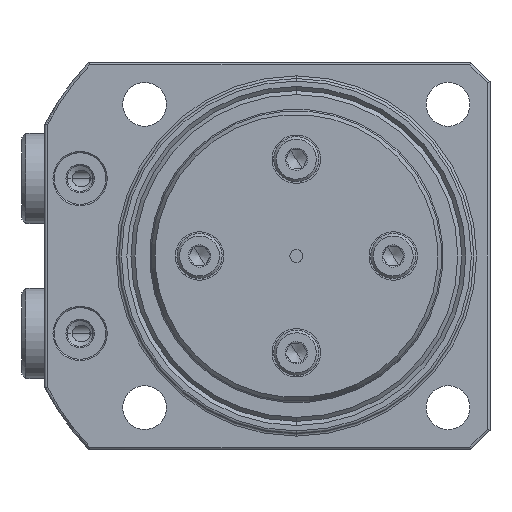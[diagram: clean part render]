
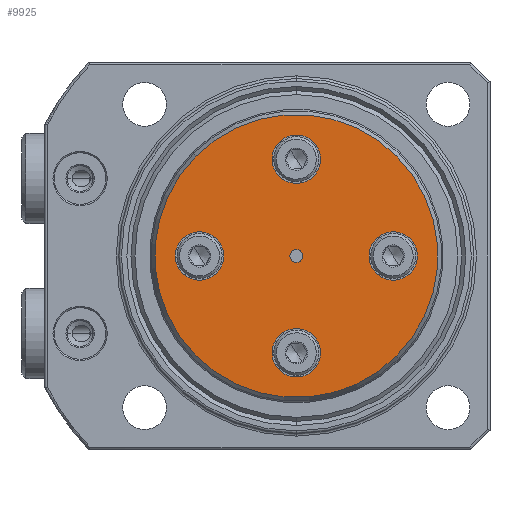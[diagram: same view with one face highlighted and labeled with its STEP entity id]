
A CAD part, front view. The second image highlights one B-rep face of the part: STEP entity #9925.
In plain terms, the highlighted planar face has unit normal (0, -1, 0).
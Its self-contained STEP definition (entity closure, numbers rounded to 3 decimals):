
#925 = AXIS2_PLACEMENT_3D ( 'NONE', #12356, #12360, #12361 ) ;
#1047 = CIRCLE ( 'NONE', #925, 21.923 ) ;
#1166 = CIRCLE ( 'NONE', #13675, 3.75 ) ;
#1167 = CIRCLE ( 'NONE', #13670, 1. ) ;
#1172 = CIRCLE ( 'NONE', #13682, 3.75 ) ;
#1176 = CIRCLE ( 'NONE', #13690, 3.75 ) ;
#1180 = CIRCLE ( 'NONE', #13703, 3.75 ) ;
#1236 = CIRCLE ( 'NONE', #7731, 21.923 ) ;
#1237 = CIRCLE ( 'NONE', #7732, 3.75 ) ;
#1238 = CIRCLE ( 'NONE', #7733, 3.75 ) ;
#1239 = CIRCLE ( 'NONE', #7734, 3.75 ) ;
#1240 = CIRCLE ( 'NONE', #7735, 3.75 ) ;
#1241 = CIRCLE ( 'NONE', #7737, 1. ) ;
#1271 = EDGE_CURVE ( 'NONE', #8400, #8313, #1241, .T. ) ;
#1272 = EDGE_CURVE ( 'NONE', #8438, #8332, #1240, .T. ) ;
#1273 = EDGE_CURVE ( 'NONE', #8402, #8327, #1239, .T. ) ;
#1274 = EDGE_CURVE ( 'NONE', #8386, #8481, #1238, .T. ) ;
#1275 = EDGE_CURVE ( 'NONE', #8432, #8368, #1237, .T. ) ;
#1276 = EDGE_CURVE ( 'NONE', #8555, #8537, #1236, .T. ) ;
#1390 = EDGE_CURVE ( 'NONE', #8332, #8438, #1180, .T. ) ;
#1399 = EDGE_CURVE ( 'NONE', #8327, #8402, #1176, .T. ) ;
#1408 = EDGE_CURVE ( 'NONE', #8481, #8386, #1172, .T. ) ;
#1418 = EDGE_CURVE ( 'NONE', #8313, #8400, #1167, .T. ) ;
#1419 = EDGE_CURVE ( 'NONE', #8368, #8432, #1166, .T. ) ;
#1934 = ORIENTED_EDGE ( 'NONE', *, *, #1276, .F. ) ;
#1935 = ORIENTED_EDGE ( 'NONE', *, *, #1419, .F. ) ;
#1937 = ORIENTED_EDGE ( 'NONE', *, *, #1408, .F. ) ;
#1938 = ORIENTED_EDGE ( 'NONE', *, *, #9678, .F. ) ;
#1939 = ORIENTED_EDGE ( 'NONE', *, *, #1399, .F. ) ;
#1940 = ORIENTED_EDGE ( 'NONE', *, *, #1275, .F. ) ;
#1941 = ORIENTED_EDGE ( 'NONE', *, *, #1390, .F. ) ;
#1942 = ORIENTED_EDGE ( 'NONE', *, *, #1274, .F. ) ;
#1943 = ORIENTED_EDGE ( 'NONE', *, *, #1418, .F. ) ;
#1944 = ORIENTED_EDGE ( 'NONE', *, *, #1273, .F. ) ;
#1945 = ORIENTED_EDGE ( 'NONE', *, *, #1271, .F. ) ;
#1947 = ORIENTED_EDGE ( 'NONE', *, *, #1272, .F. ) ;
#4247 = EDGE_LOOP ( 'NONE', ( #1938, #1934 ) ) ;
#4248 = EDGE_LOOP ( 'NONE', ( #1940, #1935 ) ) ;
#4249 = EDGE_LOOP ( 'NONE', ( #1942, #1937 ) ) ;
#4250 = EDGE_LOOP ( 'NONE', ( #1944, #1939 ) ) ;
#4251 = EDGE_LOOP ( 'NONE', ( #1947, #1941 ) ) ;
#4252 = EDGE_LOOP ( 'NONE', ( #1945, #1943 ) ) ;
#5350 = CARTESIAN_POINT ( 'NONE',  ( 0., 0., 0. ) ) ;
#5351 = DIRECTION ( 'NONE',  ( 0., -1., 0. ) ) ;
#5352 = DIRECTION ( 'NONE',  ( 0., 0., -1. ) ) ;
#5353 = CARTESIAN_POINT ( 'NONE',  ( 10.607, 0., -10.607 ) ) ;
#5354 = DIRECTION ( 'NONE',  ( 0., -1., 0. ) ) ;
#5355 = DIRECTION ( 'NONE',  ( 0., 0., -1. ) ) ;
#5356 = CARTESIAN_POINT ( 'NONE',  ( 10.607, 0., 10.607 ) ) ;
#5357 = DIRECTION ( 'NONE',  ( 0., -1., 0. ) ) ;
#5358 = DIRECTION ( 'NONE',  ( 0., 0., -1. ) ) ;
#5359 = CARTESIAN_POINT ( 'NONE',  ( -10.607, 0., 10.607 ) ) ;
#5360 = DIRECTION ( 'NONE',  ( 0., -1., 0. ) ) ;
#5361 = DIRECTION ( 'NONE',  ( 0., 0., -1. ) ) ;
#5362 = CARTESIAN_POINT ( 'NONE',  ( -10.607, 0., -10.607 ) ) ;
#5363 = DIRECTION ( 'NONE',  ( 0., -1., 0. ) ) ;
#5364 = DIRECTION ( 'NONE',  ( 0., 0., -1. ) ) ;
#5365 = CARTESIAN_POINT ( 'NONE',  ( 0., 0., 0. ) ) ;
#5366 = DIRECTION ( 'NONE',  ( 0., 1., 0. ) ) ;
#5367 = DIRECTION ( 'NONE',  ( 0., 0., 1. ) ) ;
#5769 = CARTESIAN_POINT ( 'NONE',  ( 10.607, 0., -10.607 ) ) ;
#5770 = DIRECTION ( 'NONE',  ( 0., -1., 0. ) ) ;
#5771 = DIRECTION ( 'NONE',  ( 0., 0., -1. ) ) ;
#5796 = CARTESIAN_POINT ( 'NONE',  ( 10.607, 0., 10.607 ) ) ;
#5797 = DIRECTION ( 'NONE',  ( 0., -1., 0. ) ) ;
#5798 = DIRECTION ( 'NONE',  ( 0., 0., -1. ) ) ;
#5823 = CARTESIAN_POINT ( 'NONE',  ( -10.607, 0., 10.607 ) ) ;
#5824 = DIRECTION ( 'NONE',  ( 0., -1., 0. ) ) ;
#5825 = DIRECTION ( 'NONE',  ( 0., 0., -1. ) ) ;
#7731 = AXIS2_PLACEMENT_3D ( 'NONE', #5365, #5366, #5367 ) ;
#7732 = AXIS2_PLACEMENT_3D ( 'NONE', #5362, #5363, #5364 ) ;
#7733 = AXIS2_PLACEMENT_3D ( 'NONE', #5359, #5360, #5361 ) ;
#7734 = AXIS2_PLACEMENT_3D ( 'NONE', #5356, #5357, #5358 ) ;
#7735 = AXIS2_PLACEMENT_3D ( 'NONE', #5353, #5354, #5355 ) ;
#7737 = AXIS2_PLACEMENT_3D ( 'NONE', #5350, #5351, #5352 ) ;
#8313 = VERTEX_POINT ( 'NONE', #9234 ) ;
#8327 = VERTEX_POINT ( 'NONE', #9241 ) ;
#8332 = VERTEX_POINT ( 'NONE', #9245 ) ;
#8368 = VERTEX_POINT ( 'NONE', #9264 ) ;
#8386 = VERTEX_POINT ( 'NONE', #9274 ) ;
#8400 = VERTEX_POINT ( 'NONE', #9281 ) ;
#8402 = VERTEX_POINT ( 'NONE', #9283 ) ;
#8432 = VERTEX_POINT ( 'NONE', #9302 ) ;
#8438 = VERTEX_POINT ( 'NONE', #9305 ) ;
#8481 = VERTEX_POINT ( 'NONE', #9328 ) ;
#8537 = VERTEX_POINT ( 'NONE', #9358 ) ;
#8555 = VERTEX_POINT ( 'NONE', #9368 ) ;
#8612 = FACE_OUTER_BOUND ( 'NONE', #4247, .T. ) ;
#8614 = FACE_BOUND ( 'NONE', #4248, .T. ) ;
#8619 = FACE_BOUND ( 'NONE', #4249, .T. ) ;
#8623 = FACE_BOUND ( 'NONE', #4250, .T. ) ;
#8625 = AXIS2_PLACEMENT_3D ( 'NONE', #13250, #13251, #13252 ) ;
#8627 = FACE_BOUND ( 'NONE', #4251, .T. ) ;
#8638 = FACE_BOUND ( 'NONE', #4252, .T. ) ;
#8932 = CARTESIAN_POINT ( 'NONE',  ( 0., 0., 0. ) ) ;
#8933 = DIRECTION ( 'NONE',  ( 0., -1., 0. ) ) ;
#8934 = DIRECTION ( 'NONE',  ( 0., 0., -1. ) ) ;
#8935 = CARTESIAN_POINT ( 'NONE',  ( -10.607, 0., -10.607 ) ) ;
#8936 = DIRECTION ( 'NONE',  ( 0., -1., 0. ) ) ;
#8937 = DIRECTION ( 'NONE',  ( 0., 0., -1. ) ) ;
#9234 = CARTESIAN_POINT ( 'NONE',  ( 0., 0., 1. ) ) ;
#9241 = CARTESIAN_POINT ( 'NONE',  ( 10.607, 0., 14.357 ) ) ;
#9245 = CARTESIAN_POINT ( 'NONE',  ( 10.607, 0., -6.857 ) ) ;
#9264 = CARTESIAN_POINT ( 'NONE',  ( -10.607, 0., -6.857 ) ) ;
#9274 = CARTESIAN_POINT ( 'NONE',  ( -10.607, 0., 6.857 ) ) ;
#9281 = CARTESIAN_POINT ( 'NONE',  ( 0., 0., -1. ) ) ;
#9283 = CARTESIAN_POINT ( 'NONE',  ( 10.607, 0., 6.857 ) ) ;
#9302 = CARTESIAN_POINT ( 'NONE',  ( -10.607, 0., -14.357 ) ) ;
#9305 = CARTESIAN_POINT ( 'NONE',  ( 10.607, 0., -14.357 ) ) ;
#9328 = CARTESIAN_POINT ( 'NONE',  ( -10.607, 0., 14.357 ) ) ;
#9358 = CARTESIAN_POINT ( 'NONE',  ( 0., 0., 21.923 ) ) ;
#9368 = CARTESIAN_POINT ( 'NONE',  ( 0., 0., -21.923 ) ) ;
#9678 = EDGE_CURVE ( 'NONE', #8537, #8555, #1047, .T. ) ;
#9925 = ADVANCED_FACE ( 'NONE', ( #8638, #8627, #8623, #8619, #8614, #8612 ), #13249, .T. ) ;
#12356 = CARTESIAN_POINT ( 'NONE',  ( 0., 0., 0. ) ) ;
#12360 = DIRECTION ( 'NONE',  ( 0., 1., 0. ) ) ;
#12361 = DIRECTION ( 'NONE',  ( 0., 0., 1. ) ) ;
#13249 = PLANE ( 'NONE',  #8625 ) ;
#13250 = CARTESIAN_POINT ( 'NONE',  ( -21.923, 0., 0. ) ) ;
#13251 = DIRECTION ( 'NONE',  ( 0., -1., 0. ) ) ;
#13252 = DIRECTION ( 'NONE',  ( 0., 0., -1. ) ) ;
#13670 = AXIS2_PLACEMENT_3D ( 'NONE', #8932, #8933, #8934 ) ;
#13675 = AXIS2_PLACEMENT_3D ( 'NONE', #8935, #8936, #8937 ) ;
#13682 = AXIS2_PLACEMENT_3D ( 'NONE', #5823, #5824, #5825 ) ;
#13690 = AXIS2_PLACEMENT_3D ( 'NONE', #5796, #5797, #5798 ) ;
#13703 = AXIS2_PLACEMENT_3D ( 'NONE', #5769, #5770, #5771 ) ;
